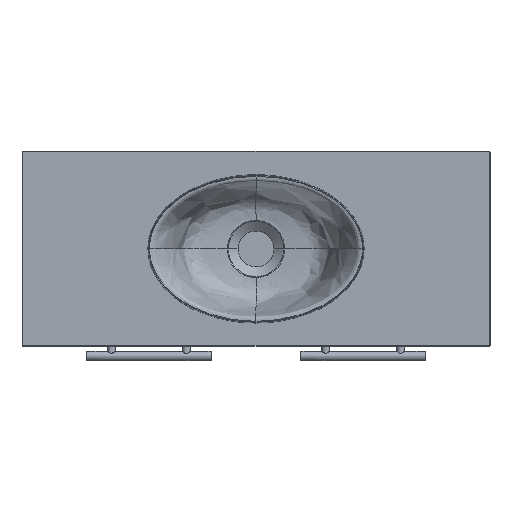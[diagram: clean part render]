
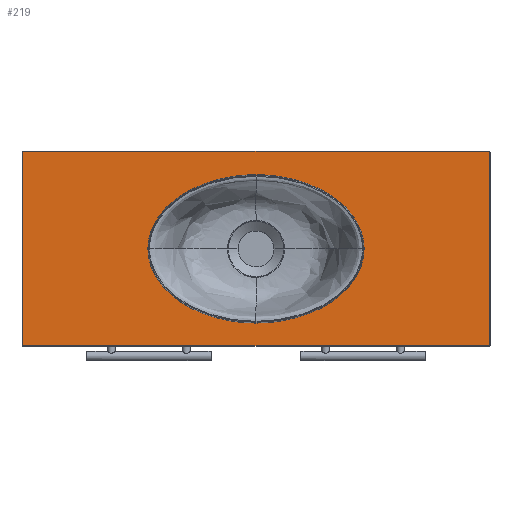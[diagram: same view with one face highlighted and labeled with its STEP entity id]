
A CAD part, top view. The second image highlights one B-rep face of the part: STEP entity #219.
In plain terms, the highlighted face is planar.
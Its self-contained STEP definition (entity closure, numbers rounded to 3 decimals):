
#207=FACE_BOUND('',#550,.T.);
#219=ADVANCED_FACE('',(#384,#207),#2360,.T.);
#384=FACE_OUTER_BOUND('',#549,.T.);
#549=EDGE_LOOP('',(#736,#737,#738,#739));
#550=EDGE_LOOP('',(#740,#741));
#736=ORIENTED_EDGE('',*,*,#1442,.T.);
#737=ORIENTED_EDGE('',*,*,#1440,.T.);
#738=ORIENTED_EDGE('',*,*,#1441,.T.);
#739=ORIENTED_EDGE('',*,*,#1436,.F.);
#740=ORIENTED_EDGE('',*,*,#1420,.F.);
#741=ORIENTED_EDGE('',*,*,#1458,.T.);
#1420=EDGE_CURVE('',#2124,#2125,#2070,.T.);
#1436=EDGE_CURVE('',#2140,#2141,#1786,.T.);
#1440=EDGE_CURVE('',#2144,#2145,#1790,.T.);
#1441=EDGE_CURVE('',#2145,#2141,#1791,.T.);
#1442=EDGE_CURVE('',#2140,#2144,#1792,.T.);
#1458=EDGE_CURVE('',#2124,#2125,#2072,.T.);
#1786=B_SPLINE_CURVE_WITH_KNOTS('',1,(#3255,#3256),.UNSPECIFIED.,.F.,.F.,
(2,2),(0.,598.),.UNSPECIFIED.);
#1790=B_SPLINE_CURVE_WITH_KNOTS('',1,(#3263,#3264),.UNSPECIFIED.,.F.,.F.,
(2,2),(0.,598.),.UNSPECIFIED.);
#1791=B_SPLINE_CURVE_WITH_KNOTS('',1,(#3265,#3266),.UNSPECIFIED.,.F.,.F.,
(2,2),(0.,249.),.UNSPECIFIED.);
#1792=B_SPLINE_CURVE_WITH_KNOTS('',1,(#3267,#3268),.UNSPECIFIED.,.F.,.F.,
(2,2),(0.,249.),.UNSPECIFIED.);
#2070=(
BOUNDED_CURVE()
B_SPLINE_CURVE(3,(#3219,#3220,#3221,#3222),.UNSPECIFIED.,.F.,.F.)
B_SPLINE_CURVE_WITH_KNOTS((4,4),(0.,1.),.UNSPECIFIED.)
CURVE()
GEOMETRIC_REPRESENTATION_ITEM()
RATIONAL_B_SPLINE_CURVE((1.,0.333,0.333,1.))
REPRESENTATION_ITEM('')
);
#2072=(
BOUNDED_CURVE()
B_SPLINE_CURVE(3,(#3299,#3300,#3301,#3302),.UNSPECIFIED.,.F.,.F.)
B_SPLINE_CURVE_WITH_KNOTS((4,4),(-1.,0.),.UNSPECIFIED.)
CURVE()
GEOMETRIC_REPRESENTATION_ITEM()
RATIONAL_B_SPLINE_CURVE((1.,0.333,0.333,1.))
REPRESENTATION_ITEM('')
);
#2124=VERTEX_POINT('',#3187);
#2125=VERTEX_POINT('',#3188);
#2140=VERTEX_POINT('',#3203);
#2141=VERTEX_POINT('',#3204);
#2144=VERTEX_POINT('',#3207);
#2145=VERTEX_POINT('',#3208);
#2360=PLANE('',#2696);
#2696=AXIS2_PLACEMENT_3D('',#2982,#2828,$);
#2828=DIRECTION('',(0.,1.,0.));
#2982=CARTESIAN_POINT('',(-358.8,50.,-216.));
#3187=CARTESIAN_POINT('',(135.,50.,0.));
#3188=CARTESIAN_POINT('',(-135.,50.,0.));
#3203=CARTESIAN_POINT('',(-299.,50.,-125.));
#3204=CARTESIAN_POINT('',(299.,50.,-125.));
#3207=CARTESIAN_POINT('',(-299.,50.,124.));
#3208=CARTESIAN_POINT('',(299.,50.,124.));
#3219=CARTESIAN_POINT('',(135.,50.,0.));
#3220=CARTESIAN_POINT('',(135.,50.,-180.));
#3221=CARTESIAN_POINT('',(-135.,50.,-180.));
#3222=CARTESIAN_POINT('',(-135.,50.,0.));
#3255=CARTESIAN_POINT('',(-299.,50.,-125.));
#3256=CARTESIAN_POINT('',(299.,50.,-125.));
#3263=CARTESIAN_POINT('',(-299.,50.,124.));
#3264=CARTESIAN_POINT('',(299.,50.,124.));
#3265=CARTESIAN_POINT('',(299.,50.,124.));
#3266=CARTESIAN_POINT('',(299.,50.,-125.));
#3267=CARTESIAN_POINT('',(-299.,50.,-125.));
#3268=CARTESIAN_POINT('',(-299.,50.,124.));
#3299=CARTESIAN_POINT('',(135.,50.,0.));
#3300=CARTESIAN_POINT('',(135.,50.,180.));
#3301=CARTESIAN_POINT('',(-135.,50.,180.));
#3302=CARTESIAN_POINT('',(-135.,50.,0.));
